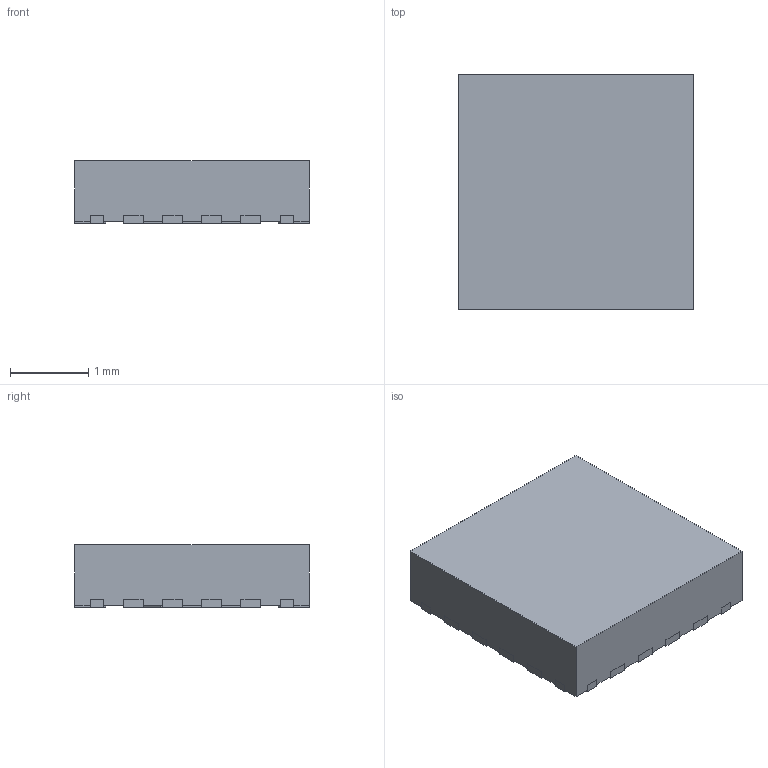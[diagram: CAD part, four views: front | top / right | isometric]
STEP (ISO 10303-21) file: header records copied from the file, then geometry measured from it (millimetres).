
FILE_DESCRIPTION((''),'2;1');
FILE_NAME('RTE0020A_ASM','2020-06-24T07:29:09',('a0412086'),(''),'CREO PARAMETRIC BY PTC INC, 2019292','CREO PARAMETRIC BY PTC INC, 2019292','');
FILE_SCHEMA(('AUTOMOTIVE_DESIGN { 1 0 10303 214 1 1 1 1 }'));
Length unit declared in the file: millimetre
Products named in the file (3): FRAME; BODY; RTE0020A_ASM
Assembly tree (2 placements, depth 2):
  RTE0020A_ASM
    FRAME
    BODY
Bounding box: 3 x 3 x 0.8 mm (x, y, z)
Volume: 7.1 mm3; surface area: 39.4 mm2
Topology: 22 solids, 22 shells, 243 faces, 594 edges, 396 vertices
Faces by surface type: plane 203, cylinder 40
Entity records: 9316 total; most frequent: CARTESIAN_POINT 1245, ORIENTED_EDGE 1188, DIRECTION 1170, PRESENTATION_STYLE_ASSIGNMENT 640, STYLED_ITEM 616, CURVE_STYLE 594, EDGE_CURVE 594, VECTOR 514
